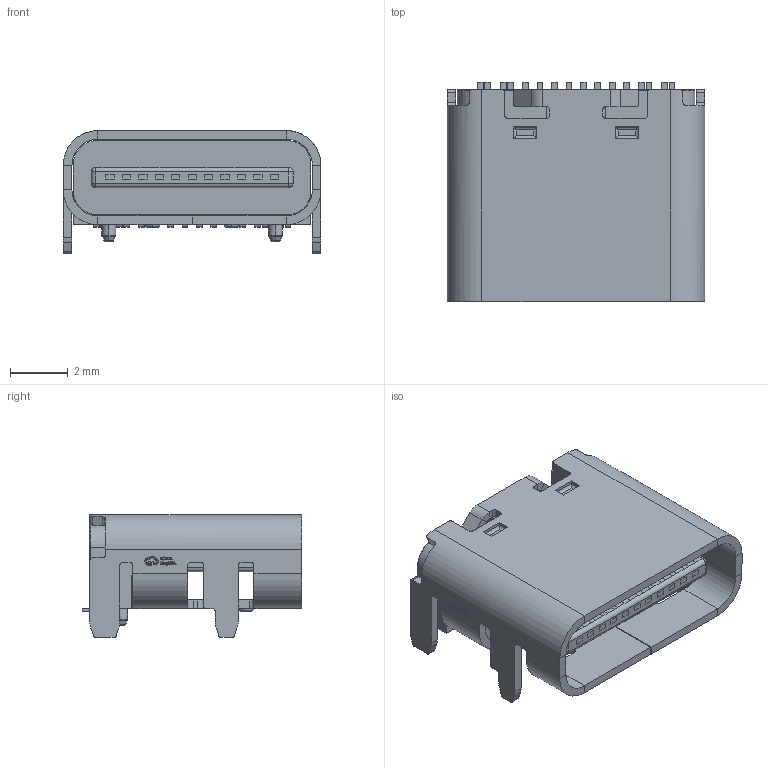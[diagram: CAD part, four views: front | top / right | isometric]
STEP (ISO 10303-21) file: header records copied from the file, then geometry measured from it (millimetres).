
FILE_DESCRIPTION (( 'STEP AP214' ), '1' );
FILE_NAME ('TYPE-C-SMD_U263-163N-4BLS1735.STEP', '2023-08-21T10:00:33', ( '' ), ( '' ), 'SwSTEP 2.0', 'SolidWorks 2020', '' );
FILE_SCHEMA (( 'AUTOMOTIVE_DESIGN' ));
Length unit declared in the file: millimetre
Products named in the file (1): TYPE-C-SMD_U263-163N-4BLS1735
Bounding box: 8.95 x 7.6 x 4.26 mm (x, y, z)
Volume: 123.3 mm3; surface area: 484 mm2
Topology: 2 solids, 2 shells, 708 faces, 1887 edges, 1230 vertices
Faces by surface type: plane 449, cylinder 139, bspline 98, torus 14, cone 4, sphere 4
Entity records: 30222 total; most frequent: CARTESIAN_POINT 5338, ORIENTED_EDGE 3766, DIRECTION 3115, EDGE_CURVE 1883, VECTOR 1397, LINE 1397, VERTEX_POINT 1230, AXIS2_PLACEMENT_3D 859
